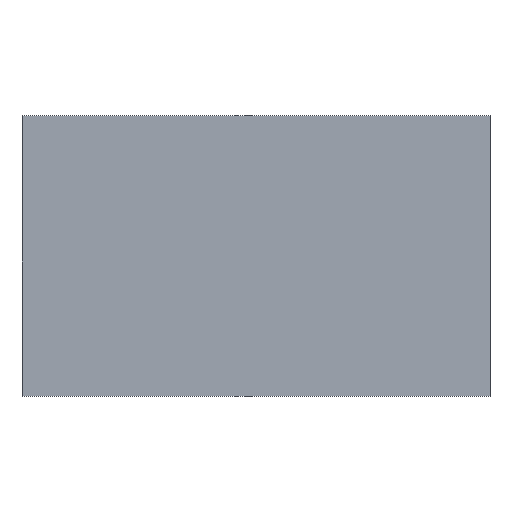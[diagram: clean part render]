
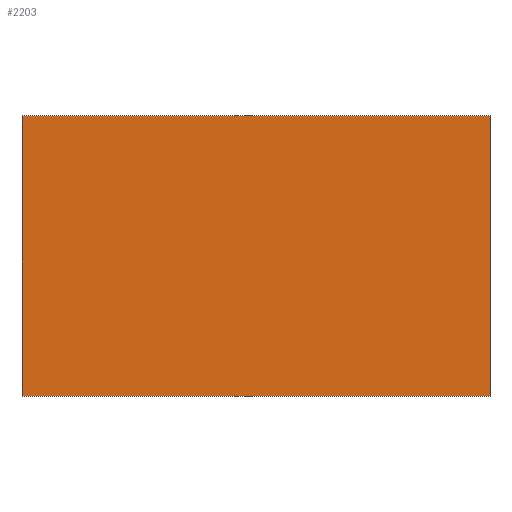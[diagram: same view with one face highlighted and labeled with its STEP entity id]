
A CAD part, top view. The second image highlights one B-rep face of the part: STEP entity #2203.
In plain terms, the highlighted planar face has unit normal (0, 0, 1).
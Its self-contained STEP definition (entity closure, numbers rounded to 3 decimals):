
#1505=VERTEX_POINT('',#4332);
#2203=ADVANCED_FACE('',(#5114),#5115,.T.);
#2225=EDGE_CURVE('',#3703,#1505,#5139,.T.);
#2415=EDGE_CURVE('',#3281,#3703,#5352,.T.);
#2805=VERTEX_POINT('',#5780);
#2819=EDGE_CURVE('',#2805,#3281,#5795,.T.);
#3281=VERTEX_POINT('',#6302);
#3703=VERTEX_POINT('',#6778);
#3979=EDGE_CURVE('',#1505,#2805,#7084,.T.);
#4332=CARTESIAN_POINT('',(-5.0,-5.0,1000.0));
#5114=FACE_OUTER_BOUND('',#8801,.T.);
#5115=PLANE('',#8802);
#5139=LINE('',#8835,#8836);
#5352=LINE('',#9181,#9182);
#5780=CARTESIAN_POINT('',(995.0,-5.0,1000.0));
#5795=LINE('',#9946,#9947);
#6302=CARTESIAN_POINT('',(995.0,595.0,1000.0));
#6778=CARTESIAN_POINT('',(-5.0,595.0,1000.0));
#7084=LINE('',#12164,#12165);
#8801=EDGE_LOOP('',(#13636,#13637,#13638,#13639));
#8802=AXIS2_PLACEMENT_3D('',#13640,#13641,#13642);
#8835=CARTESIAN_POINT('',(-5.0,295.0,1000.0));
#8836=VECTOR('',#13670,1.0);
#9181=CARTESIAN_POINT('',(495.0,595.0,1000.0));
#9182=VECTOR('',#13927,1.0);
#9946=CARTESIAN_POINT('',(995.0,295.0,1000.0));
#9947=VECTOR('',#14369,1.0);
#12164=CARTESIAN_POINT('',(495.0,-5.0,1000.0));
#12165=VECTOR('',#15875,1.0);
#13636=ORIENTED_EDGE('',*,*,#2819,.T.);
#13637=ORIENTED_EDGE('',*,*,#2415,.T.);
#13638=ORIENTED_EDGE('',*,*,#2225,.T.);
#13639=ORIENTED_EDGE('',*,*,#3979,.T.);
#13640=CARTESIAN_POINT('',(495.0,295.0,1000.0));
#13641=DIRECTION('',(0.0,0.0,1.0));
#13642=DIRECTION('',(1.0,0.0,0.0));
#13670=DIRECTION('',(0.0,-1.0,0.0));
#13927=DIRECTION('',(-1.0,0.0,0.0));
#14369=DIRECTION('',(0.0,1.0,0.0));
#15875=DIRECTION('',(1.0,0.0,0.0));
